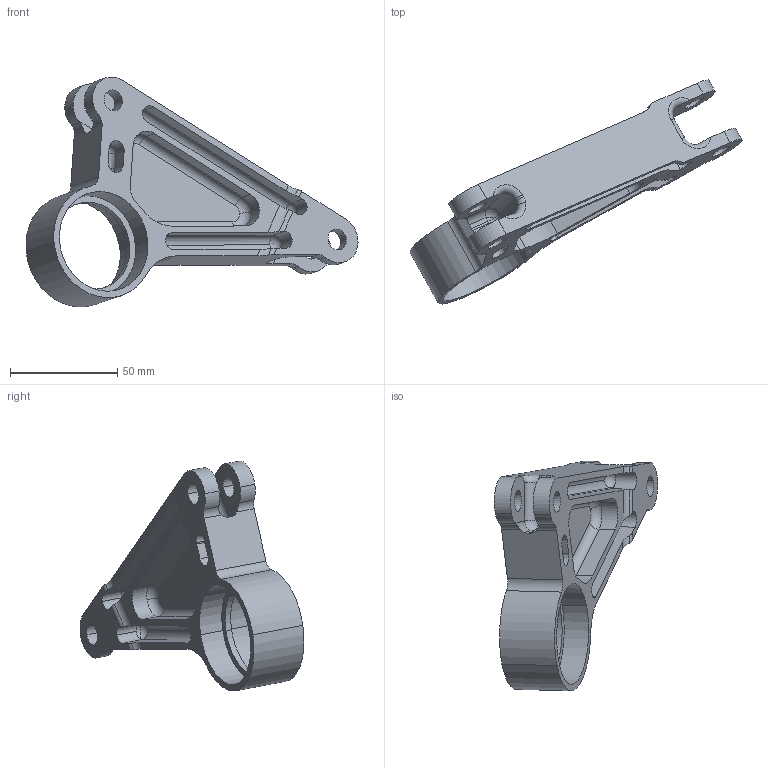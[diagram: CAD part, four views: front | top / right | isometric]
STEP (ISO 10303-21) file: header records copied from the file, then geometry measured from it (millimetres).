
FILE_DESCRIPTION (( 'STEP AP214' ), '1' );
FILE_NAME ('SuspensionRockerRear.STEP', '2019-01-26T03:41:19', ( 'pattaya2u' ), ( 'Microsoft' ), 'SwSTEP 2.0', 'SolidWorks 2018', '' );
FILE_SCHEMA (( 'AUTOMOTIVE_DESIGN' ));
Length unit declared in the file: millimetre
Products named in the file (1): SuspensionRockerRear
Bounding box: 154.46 x 104.21 x 106.97 mm (x, y, z)
Volume: 90487.1 mm3; surface area: 43441 mm2
Topology: 1 solids, 1 shells, 184 faces, 496 edges, 314 vertices
Faces by surface type: cylinder 102, plane 36, sphere 27, torus 19
Entity records: 6360 total; most frequent: CARTESIAN_POINT 1104, DIRECTION 1078, ORIENTED_EDGE 956, EDGE_CURVE 478, AXIS2_PLACEMENT_3D 442, VERTEX_POINT 302, CIRCLE 257, EDGE_LOOP 200
